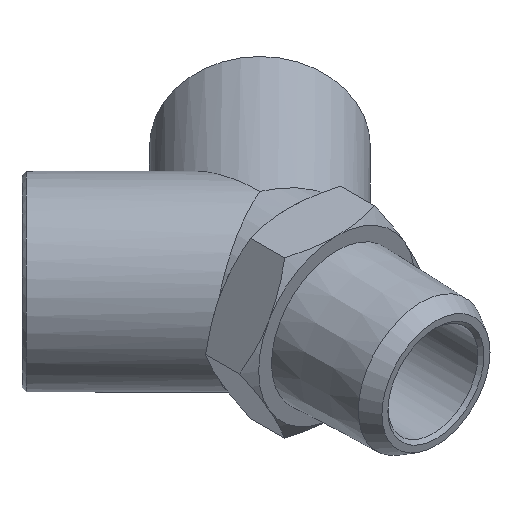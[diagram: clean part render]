
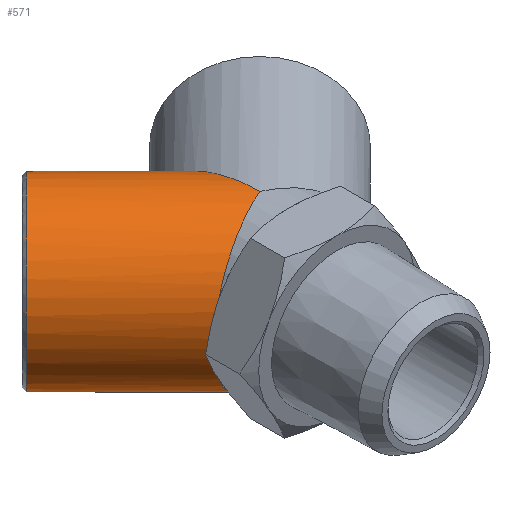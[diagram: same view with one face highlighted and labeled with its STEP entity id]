
A CAD part, isometric view. The second image highlights one B-rep face of the part: STEP entity #571.
In plain terms, the highlighted cylindrical face has radius 13 mm (diameter 26 mm), a full revolution.
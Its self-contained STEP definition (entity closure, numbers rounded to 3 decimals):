
#16 = AXIS2_PLACEMENT_3D ( 'NONE', #782, #780, #783 ) ;
#46 = AXIS2_PLACEMENT_3D ( 'NONE', #1003, #1002, #1001 ) ;
#59 = EDGE_CURVE ( 'NONE', #544, #422, #1200, .T. ) ;
#61 = EDGE_CURVE ( 'NONE', #543, #545, #1194, .T. ) ;
#70 = EDGE_CURVE ( 'NONE', #422, #543, #1230, .T. ) ;
#105 = EDGE_CURVE ( 'NONE', #545, #544, #1234, .T. ) ;
#116 = EDGE_CURVE ( 'NONE', #167, #167, #295, .T. ) ;
#167 = VERTEX_POINT ( 'NONE', #655 ) ;
#233 = CYLINDRICAL_SURFACE ( 'NONE', #16, 13. ) ;
#235 = FACE_OUTER_BOUND ( 'NONE', #484, .T. ) ;
#243 = FACE_OUTER_BOUND ( 'NONE', #478, .T. ) ;
#295 = CIRCLE ( 'NONE', #46, 13. ) ;
#422 = VERTEX_POINT ( 'NONE', #862 ) ;
#423 = ORIENTED_EDGE ( 'NONE', *, *, #61, .F. ) ;
#424 = ORIENTED_EDGE ( 'NONE', *, *, #105, .F. ) ;
#425 = ORIENTED_EDGE ( 'NONE', *, *, #59, .F. ) ;
#426 = ORIENTED_EDGE ( 'NONE', *, *, #70, .F. ) ;
#428 = ORIENTED_EDGE ( 'NONE', *, *, #116, .T. ) ;
#478 = EDGE_LOOP ( 'NONE', ( #428 ) ) ;
#484 = EDGE_LOOP ( 'NONE', ( #426, #425, #424, #423 ) ) ;
#543 = VERTEX_POINT ( 'NONE', #831 ) ;
#544 = VERTEX_POINT ( 'NONE', #830 ) ;
#545 = VERTEX_POINT ( 'NONE', #829 ) ;
#571 = ADVANCED_FACE ( 'NONE', ( #243, #235 ), #233, .T. ) ;
#655 = CARTESIAN_POINT ( 'NONE',  ( -225.393, 26.588, -25. ) ) ;
#780 = DIRECTION ( 'NONE',  ( -0.707, 0.707, 0. ) ) ;
#782 = CARTESIAN_POINT ( 'NONE',  ( -215.023, -2.166, -25. ) ) ;
#783 = DIRECTION ( 'NONE',  ( -0.707, -0.707, 0. ) ) ;
#829 = CARTESIAN_POINT ( 'NONE',  ( -215.14, -2.049, -38. ) ) ;
#830 = CARTESIAN_POINT ( 'NONE',  ( -215.14, -2.049, -12. ) ) ;
#831 = CARTESIAN_POINT ( 'NONE',  ( -226.728, -6.849, -30.892 ) ) ;
#862 = CARTESIAN_POINT ( 'NONE',  ( -226.728, -6.849, -19.108 ) ) ;
#1001 = DIRECTION ( 'NONE',  ( 0.707, 0.707, 0. ) ) ;
#1002 = DIRECTION ( 'NONE',  ( 0.707, -0.707, 0. ) ) ;
#1003 = CARTESIAN_POINT ( 'NONE',  ( -234.585, 17.396, -25. ) ) ;
#1046 = CARTESIAN_POINT ( 'NONE',  ( -215.14, -2.049, -12. ) ) ;
#1047 = CARTESIAN_POINT ( 'NONE',  ( -215.14, 8.72, -12. ) ) ;
#1048 = CARTESIAN_POINT ( 'NONE',  ( -215.14, 16.335, -17.385 ) ) ;
#1049 = CARTESIAN_POINT ( 'NONE',  ( -215.14, 16.335, -25. ) ) ;
#1052 = CARTESIAN_POINT ( 'NONE',  ( -215.14, 16.335, -32.615 ) ) ;
#1068 = CARTESIAN_POINT ( 'NONE',  ( -215.14, -2.049, -38. ) ) ;
#1069 = CARTESIAN_POINT ( 'NONE',  ( -215.14, 8.72, -38. ) ) ;
#1131 = CARTESIAN_POINT ( 'NONE',  ( -226.728, -6.849, -30.892 ) ) ;
#1132 = CARTESIAN_POINT ( 'NONE',  ( -227.013, -6.881, -30.453 ) ) ;
#1133 = CARTESIAN_POINT ( 'NONE',  ( -227.266, -6.91, -29.998 ) ) ;
#1134 = CARTESIAN_POINT ( 'NONE',  ( -227.708, -6.963, -29.056 ) ) ;
#1135 = CARTESIAN_POINT ( 'NONE',  ( -227.898, -6.986, -28.565 ) ) ;
#1136 = CARTESIAN_POINT ( 'NONE',  ( -228.354, -7.043, -27.073 ) ) ;
#1137 = CARTESIAN_POINT ( 'NONE',  ( -228.511, -7.064, -26.051 ) ) ;
#1138 = CARTESIAN_POINT ( 'NONE',  ( -228.511, -7.064, -24.477 ) ) ;
#1139 = CARTESIAN_POINT ( 'NONE',  ( -228.471, -7.058, -23.958 ) ) ;
#1140 = CARTESIAN_POINT ( 'NONE',  ( -228.355, -7.043, -23.186 ) ) ;
#1141 = CARTESIAN_POINT ( 'NONE',  ( -228.306, -7.037, -22.93 ) ) ;
#1142 = CARTESIAN_POINT ( 'NONE',  ( -228.19, -7.023, -22.421 ) ) ;
#1143 = CARTESIAN_POINT ( 'NONE',  ( -228.122, -7.014, -22.167 ) ) ;
#1144 = CARTESIAN_POINT ( 'NONE',  ( -227.74, -6.966, -20.921 ) ) ;
#1159 = CARTESIAN_POINT ( 'NONE',  ( -227.297, -6.912, -19.986 ) ) ;
#1160 = CARTESIAN_POINT ( 'NONE',  ( -226.728, -6.849, -19.108 ) ) ;
#1169 = CARTESIAN_POINT ( 'NONE',  ( -215.14, -2.049, -38. ) ) ;
#1170 = CARTESIAN_POINT ( 'NONE',  ( -226.728, -6.849, -30.892 ) ) ;
#1171 = CARTESIAN_POINT ( 'NONE',  ( -224.45, -5.906, -35.372 ) ) ;
#1181 = CARTESIAN_POINT ( 'NONE',  ( -226.728, -6.849, -19.108 ) ) ;
#1182 = CARTESIAN_POINT ( 'NONE',  ( -215.14, -2.049, -12. ) ) ;
#1183 = CARTESIAN_POINT ( 'NONE',  ( -220.166, -4.131, -12. ) ) ;
#1184 = CARTESIAN_POINT ( 'NONE',  ( -220.166, -4.131, -38. ) ) ;
#1188 = CARTESIAN_POINT ( 'NONE',  ( -224.45, -5.906, -14.628 ) ) ;
#1194 =( BOUNDED_CURVE ( )  B_SPLINE_CURVE ( 3, ( #1170, #1171, #1184, #1169 ),
 .UNSPECIFIED., .F., .F. ) 
 B_SPLINE_CURVE_WITH_KNOTS ( ( 4, 4 ),
 ( 0.47, 1.571 ),
 .UNSPECIFIED. ) 
 CURVE ( )  GEOMETRIC_REPRESENTATION_ITEM ( )  RATIONAL_B_SPLINE_CURVE ( ( 1., 0.902, 0.902, 1. ) ) 
 REPRESENTATION_ITEM ( '' )  );
#1200 =( BOUNDED_CURVE ( )  B_SPLINE_CURVE ( 3, ( #1182, #1183, #1188, #1181 ),
 .UNSPECIFIED., .F., .F. ) 
 B_SPLINE_CURVE_WITH_KNOTS ( ( 4, 4 ),
 ( 4.712, 5.813 ),
 .UNSPECIFIED. ) 
 CURVE ( )  GEOMETRIC_REPRESENTATION_ITEM ( )  RATIONAL_B_SPLINE_CURVE ( ( 1., 0.902, 0.902, 1. ) ) 
 REPRESENTATION_ITEM ( '' )  );
#1230 = B_SPLINE_CURVE_WITH_KNOTS ( 'NONE', 3,
 ( #1160, #1159, #1144, #1143, #1142, #1141, #1140, #1139, #1138, #1137, #1136, #1135, #1134, #1133, #1132, #1131 ),
 .UNSPECIFIED., .F., .F.,
 ( 4, 2, 2, 2, 2, 2, 2, 4 ),
 ( -0.006, -0.003, -0.002, -0.002, 0., 0.003, 0.005, 0.006 ),
 .UNSPECIFIED. ) ;
#1234 =( BOUNDED_CURVE ( )  B_SPLINE_CURVE ( 3, ( #1068, #1069, #1052, #1049, #1048, #1047, #1046 ),
 .UNSPECIFIED., .F., .F. ) 
 B_SPLINE_CURVE_WITH_KNOTS ( ( 4, 3, 4 ),
 ( 4.712, 6.283, 7.854 ),
 .UNSPECIFIED. ) 
 CURVE ( )  GEOMETRIC_REPRESENTATION_ITEM ( )  RATIONAL_B_SPLINE_CURVE ( ( 1., 0.805, 0.805, 1., 0.805, 0.805, 1. ) ) 
 REPRESENTATION_ITEM ( '' )  );
